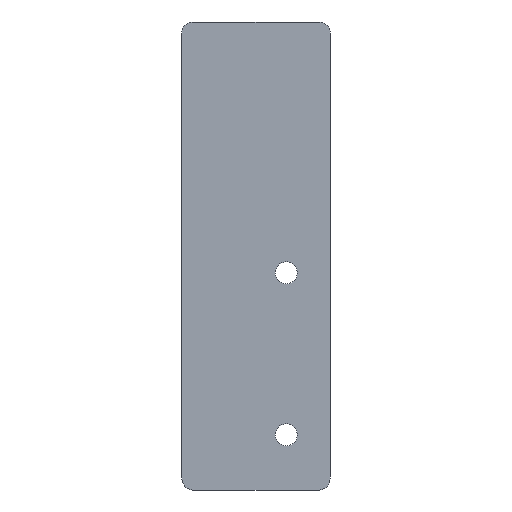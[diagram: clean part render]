
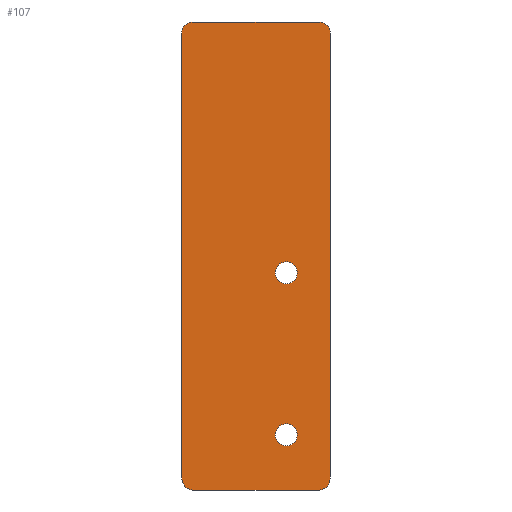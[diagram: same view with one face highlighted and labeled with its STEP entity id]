
A CAD part, front view. The second image highlights one B-rep face of the part: STEP entity #107.
In plain terms, the highlighted planar face has unit normal (0, -1, 0).
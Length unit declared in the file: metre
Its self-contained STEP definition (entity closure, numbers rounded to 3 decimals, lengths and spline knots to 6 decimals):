
#107=ADVANCED_FACE('0:885',(#257,#258,#259),#260,.T.);
#257=FACE_BOUND('',#693,.T.);
#258=FACE_BOUND('',#694,.T.);
#259=FACE_OUTER_BOUND('',#695,.T.);
#260=PLANE('',#696);
#693=EDGE_LOOP('',(#2332,#2333));
#694=EDGE_LOOP('',(#2334,#2335));
#695=EDGE_LOOP('',(#2336,#2337,#2338,#2339,#2340,#2341,#2342,#2343,#2344,#2345,#2346,#2347));
#696=AXIS2_PLACEMENT_3D('',#2348,#2349,#2350);
#2332=ORIENTED_EDGE('',*,*,#2713,.F.);
#2333=ORIENTED_EDGE('',*,*,#2732,.F.);
#2334=ORIENTED_EDGE('',*,*,#2730,.F.);
#2335=ORIENTED_EDGE('',*,*,#2720,.F.);
#2336=ORIENTED_EDGE('',*,*,#2769,.T.);
#2337=ORIENTED_EDGE('',*,*,#2673,.T.);
#2338=ORIENTED_EDGE('',*,*,#2767,.T.);
#2339=ORIENTED_EDGE('',*,*,#2775,.T.);
#2340=ORIENTED_EDGE('',*,*,#2665,.T.);
#2341=ORIENTED_EDGE('',*,*,#2776,.T.);
#2342=ORIENTED_EDGE('',*,*,#2637,.T.);
#2343=ORIENTED_EDGE('',*,*,#2777,.T.);
#2344=ORIENTED_EDGE('',*,*,#2742,.T.);
#2345=ORIENTED_EDGE('',*,*,#2756,.T.);
#2346=ORIENTED_EDGE('',*,*,#2689,.T.);
#2347=ORIENTED_EDGE('',*,*,#2774,.F.);
#2348=CARTESIAN_POINT('',(0.083064,-0.00843,-0.01881));
#2349=DIRECTION('',(0.0,-1.0,0.0));
#2350=DIRECTION('',(0.0,0.0,1.0));
#2637=EDGE_CURVE('0:1182',#2889,#2886,#2890,.T.);
#2665=EDGE_CURVE('0:1176',#2935,#2938,#2940,.T.);
#2673=EDGE_CURVE('0:1158',#2950,#2954,#2956,.T.);
#2689=EDGE_CURVE('0:1104',#2981,#2984,#2986,.T.);
#2713=EDGE_CURVE('0:1014',#3030,#3026,#3032,.F.);
#2720=EDGE_CURVE('0:1008',#3043,#3039,#3045,.T.);
#2730=EDGE_CURVE('0:1008',#3039,#3043,#3059,.T.);
#2732=EDGE_CURVE('0:1014',#3026,#3030,#3061,.F.);
#2742=EDGE_CURVE('0:1047',#3075,#3073,#3076,.T.);
#2756=EDGE_CURVE('0:1104',#3073,#2981,#3095,.T.);
#2767=EDGE_CURVE('0:1149',#2954,#3106,#3108,.F.);
#2769=EDGE_CURVE('0:1158',#3110,#2950,#3111,.T.);
#2774=EDGE_CURVE('0:1173',#3110,#2984,#3117,.T.);
#2775=EDGE_CURVE('0:1176',#3106,#2935,#3118,.T.);
#2776=EDGE_CURVE('0:1179',#2938,#2889,#3119,.T.);
#2777=EDGE_CURVE('0:1182',#2886,#3075,#3120,.T.);
#2886=VERTEX_POINT('',#3254);
#2889=VERTEX_POINT('',#3258);
#2890=ELLIPSE('',#3259,0.00243,0.002);
#2935=VERTEX_POINT('',#3315);
#2938=VERTEX_POINT('',#3319);
#2940=CIRCLE('',#3322,0.002);
#2950=VERTEX_POINT('',#3334);
#2954=VERTEX_POINT('',#3339);
#2956=CIRCLE('',#3342,0.002);
#2981=VERTEX_POINT('',#3373);
#2984=VERTEX_POINT('',#3377);
#2986=ELLIPSE('',#3380,0.00243,0.002);
#3026=VERTEX_POINT('',#3430);
#3030=VERTEX_POINT('',#3435);
#3032=CIRCLE('',#3438,0.002);
#3039=VERTEX_POINT('',#3447);
#3043=VERTEX_POINT('',#3452);
#3045=CIRCLE('',#3455,0.002);
#3059=CIRCLE('',#3474,0.002);
#3061=CIRCLE('',#3476,0.002);
#3073=VERTEX_POINT('',#3490);
#3075=VERTEX_POINT('',#3493);
#3076=LINE('',#3494,#3495);
#3095=ELLIPSE('',#3520,0.00243,0.002);
#3106=VERTEX_POINT('',#3532);
#3108=LINE('',#3535,#3536);
#3110=VERTEX_POINT('',#3538);
#3111=CIRCLE('',#3539,0.002);
#3117=LINE('',#3547,#3548);
#3118=CIRCLE('',#3549,0.002);
#3119=LINE('',#3550,#3551);
#3120=ELLIPSE('',#3552,0.00243,0.002);
#3254=CARTESIAN_POINT('',(0.068336,-0.00843,-0.057839));
#3258=CARTESIAN_POINT('',(0.06775,-0.00843,-0.056121));
#3259=AXIS2_PLACEMENT_3D('',#3683,#3684,#3685);
#3315=CARTESIAN_POINT('',(0.068336,-0.00843,0.025841));
#3319=CARTESIAN_POINT('',(0.06775,-0.00843,0.024427));
#3322=AXIS2_PLACEMENT_3D('',#3741,#3742,#3743);
#3334=CARTESIAN_POINT('',(0.094164,-0.00843,0.025841));
#3339=CARTESIAN_POINT('',(0.09275,-0.00843,0.026427));
#3342=AXIS2_PLACEMENT_3D('',#3757,#3758,#3759);
#3373=CARTESIAN_POINT('',(0.094164,-0.00843,-0.057839));
#3377=CARTESIAN_POINT('',(0.09475,-0.00843,-0.056121));
#3380=AXIS2_PLACEMENT_3D('',#3789,#3790,#3791);
#3430=CARTESIAN_POINT('',(0.088164,-0.00843,-0.049965));
#3435=CARTESIAN_POINT('',(0.085336,-0.00843,-0.047136));
#3438=AXIS2_PLACEMENT_3D('',#3837,#3838,#3839);
#3447=CARTESIAN_POINT('',(0.088164,-0.00843,-0.020547));
#3452=CARTESIAN_POINT('',(0.085336,-0.00843,-0.017719));
#3455=AXIS2_PLACEMENT_3D('',#3850,#3851,#3852);
#3474=AXIS2_PLACEMENT_3D('',#3870,#3871,#3872);
#3476=AXIS2_PLACEMENT_3D('',#3876,#3877,#3878);
#3490=CARTESIAN_POINT('',(0.09275,-0.00843,-0.058551));
#3493=CARTESIAN_POINT('',(0.06975,-0.00843,-0.058551));
#3494=CARTESIAN_POINT('',(0.075407,-0.00843,-0.058551));
#3495=VECTOR('',#3900,1.0);
#3520=AXIS2_PLACEMENT_3D('',#3928,#3929,#3930);
#3532=CARTESIAN_POINT('',(0.06975,-0.00843,0.026427));
#3535=CARTESIAN_POINT('',(0.085157,-0.00843,0.026427));
#3536=VECTOR('',#3957,1.0);
#3538=CARTESIAN_POINT('',(0.09475,-0.00843,0.024427));
#3539=AXIS2_PLACEMENT_3D('',#3961,#3962,#3963);
#3547=CARTESIAN_POINT('',(0.09475,-0.00843,-0.016639));
#3548=VECTOR('',#3972,1.0);
#3549=AXIS2_PLACEMENT_3D('',#3973,#3974,#3975);
#3550=CARTESIAN_POINT('',(0.06775,-0.00843,0.025427));
#3551=VECTOR('',#3976,1.0);
#3552=AXIS2_PLACEMENT_3D('',#3977,#3978,#3979);
#3683=CARTESIAN_POINT('',(0.06975,-0.00843,-0.056121));
#3684=DIRECTION('',(0.0,-1.0,-0.0));
#3685=DIRECTION('',(0.,0.0,-1.0));
#3741=CARTESIAN_POINT('',(0.06975,-0.00843,0.024427));
#3742=DIRECTION('',(-0.0,-1.0,0.0));
#3743=DIRECTION('',(-0.707,0.0,0.707));
#3757=CARTESIAN_POINT('',(0.09275,-0.00843,0.024427));
#3758=DIRECTION('',(0.0,-1.0,0.0));
#3759=DIRECTION('',(0.707,0.0,0.707));
#3789=CARTESIAN_POINT('',(0.09275,-0.00843,-0.056121));
#3790=DIRECTION('',(0.0,-1.0,-0.0));
#3791=DIRECTION('',(0.,0.0,-1.0));
#3837=CARTESIAN_POINT('',(0.08675,-0.00843,-0.048551));
#3838=DIRECTION('',(0.0,1.0,0.0));
#3839=DIRECTION('',(0.707,0.0,-0.707));
#3850=CARTESIAN_POINT('',(0.08675,-0.00843,-0.019133));
#3851=DIRECTION('',(0.0,-1.0,-0.0));
#3852=DIRECTION('',(0.707,0.0,-0.707));
#3870=CARTESIAN_POINT('',(0.08675,-0.00843,-0.019133));
#3871=DIRECTION('',(0.0,-1.0,-0.0));
#3872=DIRECTION('',(0.707,0.0,-0.707));
#3876=CARTESIAN_POINT('',(0.08675,-0.00843,-0.048551));
#3877=DIRECTION('',(0.0,1.0,0.0));
#3878=DIRECTION('',(0.707,0.0,-0.707));
#3900=DIRECTION('',(1.0,0.0,0.0));
#3928=CARTESIAN_POINT('',(0.09275,-0.00843,-0.056121));
#3929=DIRECTION('',(0.0,-1.0,-0.0));
#3930=DIRECTION('',(0.,0.0,-1.0));
#3957=DIRECTION('',(1.0,0.0,0.0));
#3961=CARTESIAN_POINT('',(0.09275,-0.00843,0.024427));
#3962=DIRECTION('',(0.0,-1.0,0.0));
#3963=DIRECTION('',(0.707,0.0,0.707));
#3972=DIRECTION('',(0.0,0.0,-1.0));
#3973=CARTESIAN_POINT('',(0.06975,-0.00843,0.024427));
#3974=DIRECTION('',(-0.0,-1.0,0.0));
#3975=DIRECTION('',(-0.707,0.0,0.707));
#3976=DIRECTION('',(0.0,0.0,-1.0));
#3977=CARTESIAN_POINT('',(0.06975,-0.00843,-0.056121));
#3978=DIRECTION('',(0.0,-1.0,-0.0));
#3979=DIRECTION('',(0.,0.0,-1.0));
